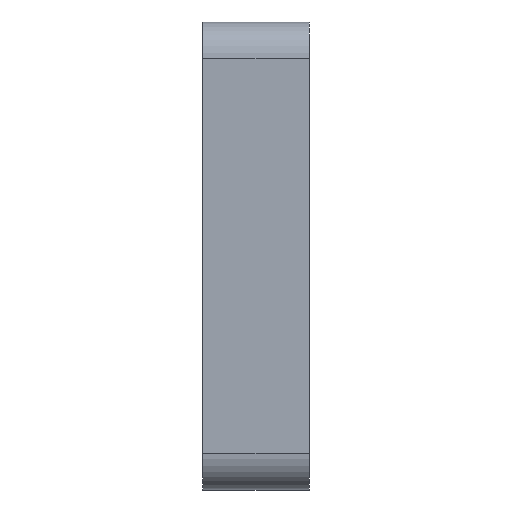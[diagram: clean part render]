
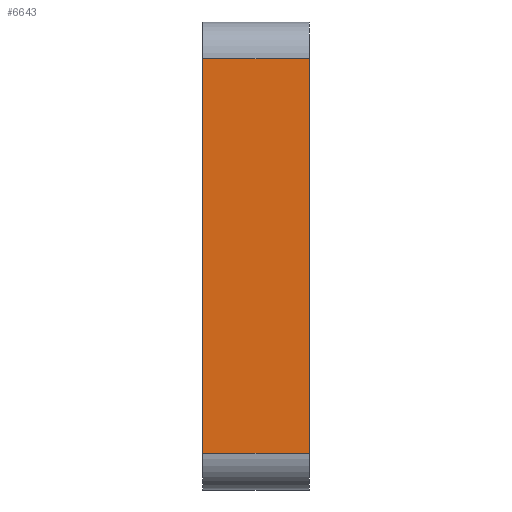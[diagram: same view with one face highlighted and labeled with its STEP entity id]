
A CAD part, left-side view. The second image highlights one B-rep face of the part: STEP entity #6643.
In plain terms, the highlighted planar face has unit normal (-1, 0, 0).
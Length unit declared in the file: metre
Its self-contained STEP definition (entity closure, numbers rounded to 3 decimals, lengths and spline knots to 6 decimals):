
#435=LINE('',#9100,#991);
#502=LINE('',#9461,#1058);
#503=LINE('',#9463,#1059);
#504=LINE('',#9465,#1060);
#991=VECTOR('',#7522,1.);
#1058=VECTOR('',#7643,1.);
#1059=VECTOR('',#7644,1.);
#1060=VECTOR('',#7645,1.);
#1800=ORIENTED_EDGE('',*,*,#3734,.T.);
#1801=ORIENTED_EDGE('',*,*,#3866,.T.);
#1802=ORIENTED_EDGE('',*,*,#3867,.F.);
#1803=ORIENTED_EDGE('',*,*,#3868,.T.);
#3734=EDGE_CURVE('',#4771,#4770,#435,.T.);
#3866=EDGE_CURVE('',#4770,#4900,#502,.F.);
#3867=EDGE_CURVE('',#4901,#4900,#503,.T.);
#3868=EDGE_CURVE('',#4901,#4771,#504,.T.);
#4770=VERTEX_POINT('',#9099);
#4771=VERTEX_POINT('',#9101);
#4900=VERTEX_POINT('',#9462);
#4901=VERTEX_POINT('',#9464);
#5681=EDGE_LOOP('',(#1800,#1801,#1802,#1803));
#6105=FACE_BOUND('',#5681,.T.);
#6500=PLANE('',#7102);
#6643=ADVANCED_FACE('',(#6105),#6500,.F.);
#7102=AXIS2_PLACEMENT_3D('',#9460,#7641,#7642);
#7522=DIRECTION('',(0.,0.,1.));
#7641=DIRECTION('',(1.,0.,0.));
#7642=DIRECTION('',(0.,-1.,0.));
#7643=DIRECTION('',(0.,-1.,0.));
#7644=DIRECTION('',(0.,0.,1.));
#7645=DIRECTION('',(0.,-1.,0.));
#9099=CARTESIAN_POINT('',(-0.035722,0.,0.025095));
#9100=CARTESIAN_POINT('',(-0.035722,0.,0.001095));
#9101=CARTESIAN_POINT('',(-0.035722,0.,-0.022905));
#9460=CARTESIAN_POINT('',(-0.035722,0.013,0.001095));
#9461=CARTESIAN_POINT('',(-0.035722,0.013,0.025095));
#9462=CARTESIAN_POINT('',(-0.035722,0.013,0.025095));
#9463=CARTESIAN_POINT('',(-0.035722,0.013,0.001095));
#9464=CARTESIAN_POINT('',(-0.035722,0.013,-0.022905));
#9465=CARTESIAN_POINT('',(-0.035722,0.,-0.022905));
